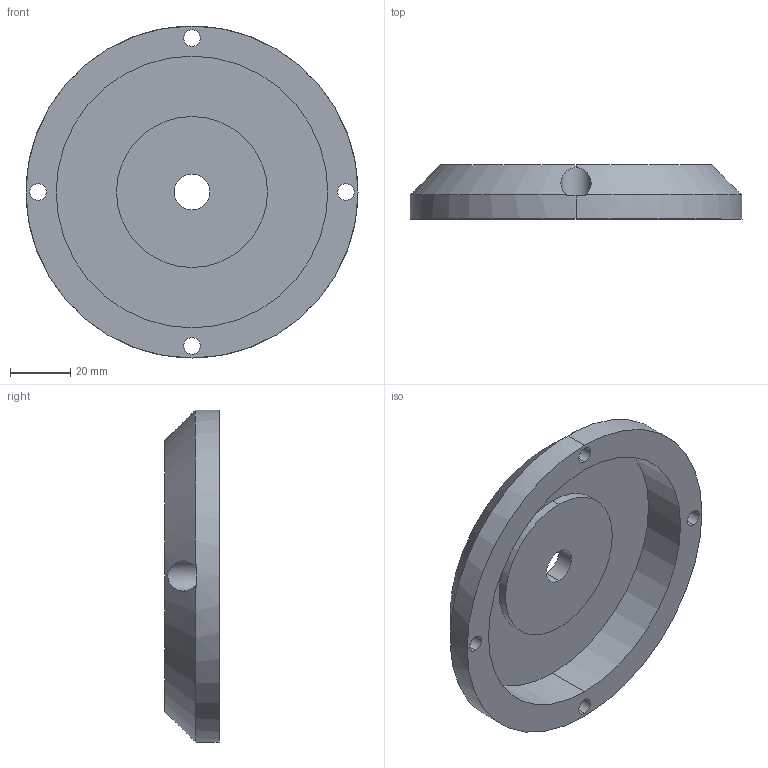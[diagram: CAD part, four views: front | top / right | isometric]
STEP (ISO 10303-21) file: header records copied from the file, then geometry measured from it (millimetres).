
FILE_DESCRIPTION (( 'STEP AP214' ), '1' );
FILE_NAME ('usi-remo-07_piege netphos.STEP', '2019-06-25T13:51:37', ( '' ), ( '' ), 'SwSTEP 2.0', 'SolidWorks 2016', '' );
FILE_SCHEMA (( 'AUTOMOTIVE_DESIGN' ));
Length unit declared in the file: millimetre
Products named in the file (1): usi-remo-07_piege netphos
Bounding box: 110 x 18 x 110 mm (x, y, z)
Volume: 62550.5 mm3; surface area: 28535.3 mm2
Topology: 1 solids, 1 shells, 35 faces, 92 edges, 61 vertices
Faces by surface type: cylinder 25, plane 8, cone 2
Entity records: 1403 total; most frequent: CARTESIAN_POINT 427, DIRECTION 205, ORIENTED_EDGE 184, EDGE_CURVE 92, AXIS2_PLACEMENT_3D 87, VERTEX_POINT 61, CIRCLE 51, EDGE_LOOP 47
